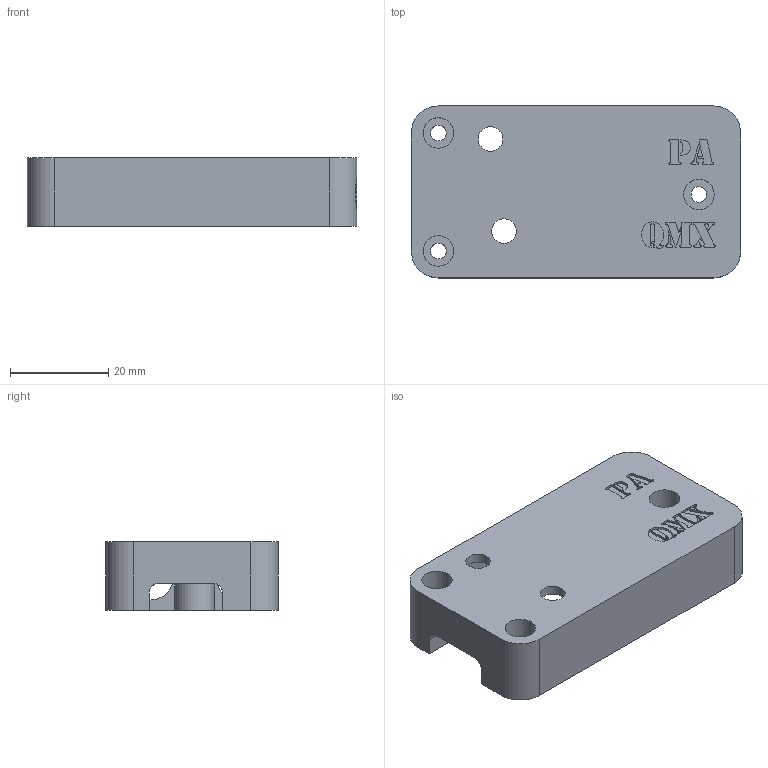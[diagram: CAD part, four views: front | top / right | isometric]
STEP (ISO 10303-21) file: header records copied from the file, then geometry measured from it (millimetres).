
FILE_DESCRIPTION(/* description */ (''),/* implementation_level */ '2;1');
FILE_NAME(/* name */ 'Case_Cap.stp',/* time_stamp */ '2024-10-24T10:51:28+02:00',/* author */ ('lwerne'),/* organization */ (''),/* preprocessor_version */ 'ST-DEVELOPER v19',/* originating_system */ 'Autodesk Inventor 2023',/* authorisation */ '');
FILE_SCHEMA (('AUTOMOTIVE_DESIGN { 1 0 10303 214 3 1 1 }'));
Length unit declared in the file: millimetre
Products named in the file (1): Case_Cap
Bounding box: 67 x 35 x 14 mm (x, y, z)
Volume: 10344.2 mm3; surface area: 10085.7 mm2
Topology: 1 solids, 1 shells, 234 faces, 663 edges, 443 vertices
Faces by surface type: bspline 120, plane 89, cylinder 25
Full cylindrical faces by diameter (mm): 3.2 x3, 5 x2, 6.2 x3, 9 x2
Entity records: 8047 total; most frequent: CARTESIAN_POINT 2677, ORIENTED_EDGE 1326, DIRECTION 701, EDGE_CURVE 663, VERTEX_POINT 442, LINE 363, VECTOR 363, EDGE_LOOP 259
